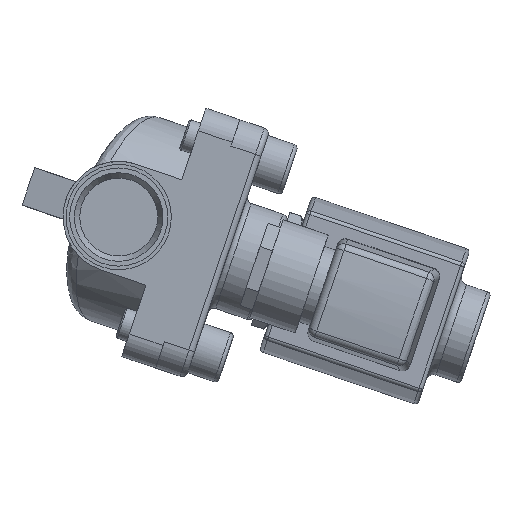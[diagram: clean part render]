
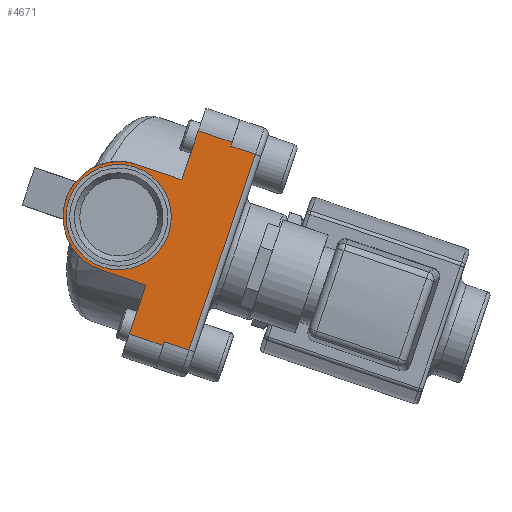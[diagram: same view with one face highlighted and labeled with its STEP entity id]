
A CAD part, front view. The second image highlights one B-rep face of the part: STEP entity #4671.
In plain terms, the highlighted planar face has unit normal (0, -1, 0).
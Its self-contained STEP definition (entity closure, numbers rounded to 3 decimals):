
#101=FACE_BOUND('',#1404,.T.);
#394=LINE('',#7987,#714);
#401=LINE('',#8018,#721);
#406=LINE('',#8053,#726);
#416=LINE('',#8190,#736);
#419=LINE('',#8199,#739);
#433=LINE('',#8471,#753);
#437=LINE('',#8478,#757);
#461=LINE('',#8552,#781);
#466=LINE('',#8628,#786);
#469=LINE('',#8693,#789);
#470=LINE('',#8694,#790);
#714=VECTOR('',#6337,1000.);
#721=VECTOR('',#6364,1000.);
#726=VECTOR('',#6399,1000.);
#736=VECTOR('',#6439,1000.);
#739=VECTOR('',#6448,1000.);
#753=VECTOR('',#6522,1000.);
#757=VECTOR('',#6528,1000.);
#781=VECTOR('',#6576,1000.);
#786=VECTOR('',#6601,1000.);
#789=VECTOR('',#6616,1000.);
#790=VECTOR('',#6617,1000.);
#1096=FACE_OUTER_BOUND('',#1403,.T.);
#1403=EDGE_LOOP('',(#3986,#3987,#3988,#3989,#3990,#3991,#3992,#3993,#3994,
#3995,#3996,#3997));
#1404=EDGE_LOOP('',(#3998,#3999));
#1723=CIRCLE('',#5204,13.25);
#1724=CIRCLE('',#5205,13.25);
#1736=CIRCLE('',#5221,14.);
#2078=VERTEX_POINT('',#7985);
#2079=VERTEX_POINT('',#7986);
#2092=VERTEX_POINT('',#8015);
#2093=VERTEX_POINT('',#8017);
#2104=VERTEX_POINT('',#8189);
#2107=VERTEX_POINT('',#8197);
#2112=VERTEX_POINT('',#8212);
#2113=VERTEX_POINT('',#8213);
#2130=VERTEX_POINT('',#8403);
#2131=VERTEX_POINT('',#8405);
#2144=VERTEX_POINT('',#8470);
#2146=VERTEX_POINT('',#8476);
#2164=VERTEX_POINT('',#8551);
#2171=VERTEX_POINT('',#8626);
#2669=EDGE_CURVE('',#2078,#2079,#394,.T.);
#2683=EDGE_CURVE('',#2093,#2092,#401,.T.);
#2697=EDGE_CURVE('',#2092,#2079,#406,.T.);
#2716=EDGE_CURVE('',#2093,#2104,#416,.T.);
#2721=EDGE_CURVE('',#2107,#2078,#419,.T.);
#2727=EDGE_CURVE('',#2112,#2113,#1723,.T.);
#2728=EDGE_CURVE('',#2113,#2112,#1724,.T.);
#2749=EDGE_CURVE('',#2130,#2131,#1736,.T.);
#2763=EDGE_CURVE('',#2131,#2144,#433,.T.);
#2767=EDGE_CURVE('',#2146,#2130,#437,.T.);
#2795=EDGE_CURVE('',#2144,#2164,#461,.T.);
#2807=EDGE_CURVE('',#2171,#2146,#466,.T.);
#2813=EDGE_CURVE('',#2171,#2104,#469,.T.);
#2814=EDGE_CURVE('',#2164,#2107,#470,.T.);
#3986=ORIENTED_EDGE('',*,*,#2813,.T.);
#3987=ORIENTED_EDGE('',*,*,#2716,.F.);
#3988=ORIENTED_EDGE('',*,*,#2683,.T.);
#3989=ORIENTED_EDGE('',*,*,#2697,.T.);
#3990=ORIENTED_EDGE('',*,*,#2669,.F.);
#3991=ORIENTED_EDGE('',*,*,#2721,.F.);
#3992=ORIENTED_EDGE('',*,*,#2814,.F.);
#3993=ORIENTED_EDGE('',*,*,#2795,.F.);
#3994=ORIENTED_EDGE('',*,*,#2763,.F.);
#3995=ORIENTED_EDGE('',*,*,#2749,.F.);
#3996=ORIENTED_EDGE('',*,*,#2767,.F.);
#3997=ORIENTED_EDGE('',*,*,#2807,.F.);
#3998=ORIENTED_EDGE('',*,*,#2727,.T.);
#3999=ORIENTED_EDGE('',*,*,#2728,.T.);
#4415=PLANE('',#5256);
#4671=ADVANCED_FACE('',(#1096,#101),#4415,.T.);
#5204=AXIS2_PLACEMENT_3D('',#8214,#6463,#6464);
#5205=AXIS2_PLACEMENT_3D('',#8215,#6465,#6466);
#5221=AXIS2_PLACEMENT_3D('',#8406,#6503,#6504);
#5256=AXIS2_PLACEMENT_3D('',#8692,#6614,#6615);
#6337=DIRECTION('',(0.947,0.,-0.321));
#6364=DIRECTION('',(0.947,0.,-0.321));
#6399=DIRECTION('',(0.321,0.,0.947));
#6439=DIRECTION('',(-0.321,0.,-0.947));
#6448=DIRECTION('',(-0.321,0.,-0.947));
#6463=DIRECTION('center_axis',(0.,1.,0.));
#6464=DIRECTION('ref_axis',(0.321,0.,0.947));
#6465=DIRECTION('center_axis',(0.,1.,0.));
#6466=DIRECTION('ref_axis',(0.321,0.,0.947));
#6503=DIRECTION('center_axis',(0.,1.,0.));
#6504=DIRECTION('ref_axis',(-0.321,0.,-0.947));
#6522=DIRECTION('',(0.947,0.,-0.321));
#6528=DIRECTION('',(-0.947,0.,0.321));
#6576=DIRECTION('',(0.321,0.,0.947));
#6601=DIRECTION('',(0.321,0.,0.947));
#6614=DIRECTION('center_axis',(0.,-1.,0.));
#6615=DIRECTION('ref_axis',(-0.321,0.,-0.947));
#6616=DIRECTION('',(0.947,0.,-0.321));
#6617=DIRECTION('',(0.947,0.,-0.321));
#7985=CARTESIAN_POINT('',(26.543,-111.424,75.872));
#7986=CARTESIAN_POINT('',(32.698,-111.424,73.783));
#7987=CARTESIAN_POINT('',(26.543,-111.424,75.872));
#8015=CARTESIAN_POINT('',(15.987,-111.424,24.541));
#8017=CARTESIAN_POINT('',(9.831,-111.424,26.63));
#8018=CARTESIAN_POINT('',(9.831,-111.424,26.63));
#8053=CARTESIAN_POINT('',(32.698,-111.424,73.783));
#8189=CARTESIAN_POINT('',(9.51,-111.424,25.683));
#8190=CARTESIAN_POINT('',(14.741,-111.424,41.096));
#8197=CARTESIAN_POINT('',(26.864,-111.424,76.819));
#8199=CARTESIAN_POINT('',(14.741,-111.424,41.096));
#8212=CARTESIAN_POINT('',(2.559,-111.424,70.547));
#8213=CARTESIAN_POINT('',(-5.957,-111.424,45.453));
#8214=CARTESIAN_POINT('Origin',(-1.699,-111.424,58.));
#8215=CARTESIAN_POINT('Origin',(-1.699,-111.424,58.));
#8403=CARTESIAN_POINT('',(-6.198,-111.424,44.743));
#8405=CARTESIAN_POINT('',(2.8,-111.424,71.257));
#8406=CARTESIAN_POINT('Origin',(-1.699,-111.424,58.));
#8470=CARTESIAN_POINT('',(14.164,-111.424,67.401));
#8471=CARTESIAN_POINT('',(2.8,-111.424,71.257));
#8476=CARTESIAN_POINT('',(5.165,-111.424,40.886));
#8478=CARTESIAN_POINT('',(7.059,-111.424,40.243));
#8551=CARTESIAN_POINT('',(18.342,-111.424,79.711));
#8552=CARTESIAN_POINT('',(6.218,-111.424,43.989));
#8626=CARTESIAN_POINT('',(0.987,-111.424,28.576));
#8628=CARTESIAN_POINT('',(6.218,-111.424,43.989));
#8692=CARTESIAN_POINT('Origin',(-89.817,-111.424,76.581));
#8693=CARTESIAN_POINT('',(-95.048,-111.424,61.168));
#8694=CARTESIAN_POINT('',(-77.693,-111.424,112.303));
